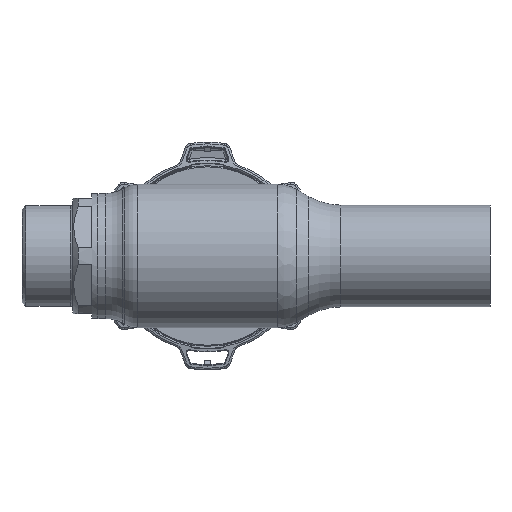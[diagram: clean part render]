
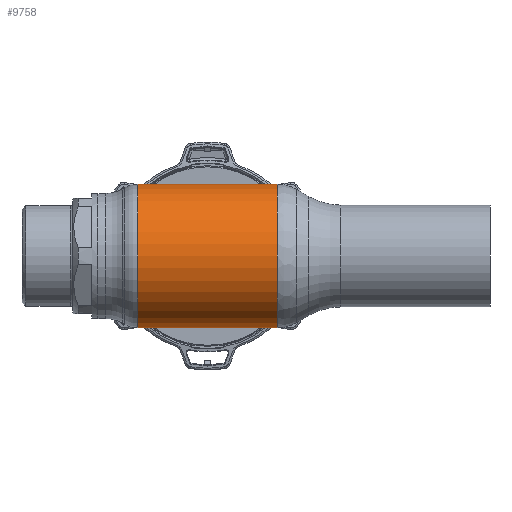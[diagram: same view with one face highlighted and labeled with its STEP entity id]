
A CAD part, front view. The second image highlights one B-rep face of the part: STEP entity #9758.
In plain terms, the highlighted cylindrical face has radius 34 mm (diameter 68 mm), a partial arc.
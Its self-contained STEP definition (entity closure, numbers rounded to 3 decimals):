
#434 = VERTEX_POINT ( 'NONE', #25195 ) ;
#644 = LINE ( 'NONE', #30715, #3458 ) ;
#3458 = VECTOR ( 'NONE', #27778, 1000. ) ;
#4166 = DIRECTION ( 'NONE',  ( -1., 0., 0. ) ) ;
#5318 = CARTESIAN_POINT ( 'NONE',  ( 33.177, 0., -34. ) ) ;
#6094 = EDGE_CURVE ( 'NONE', #24296, #434, #9730, .T. ) ;
#6293 = LINE ( 'NONE', #26599, #31431 ) ;
#6537 = FACE_OUTER_BOUND ( 'NONE', #21840, .T. ) ;
#6606 = AXIS2_PLACEMENT_3D ( 'NONE', #11655, #19170, #31768 ) ;
#9730 = CIRCLE ( 'NONE', #6606, 34. ) ;
#9758 = ADVANCED_FACE ( 'NONE', ( #6537 ), #16500, .T. ) ;
#10270 = EDGE_CURVE ( 'NONE', #13891, #28347, #23306, .T. ) ;
#10792 = DIRECTION ( 'NONE',  ( 0., 0., 1. ) ) ;
#10813 = ORIENTED_EDGE ( 'NONE', *, *, #10270, .T. ) ;
#11655 = CARTESIAN_POINT ( 'NONE',  ( -33.177, 0., 0. ) ) ;
#11913 = ORIENTED_EDGE ( 'NONE', *, *, #6094, .F. ) ;
#12086 = DIRECTION ( 'NONE',  ( -1., 0., 0. ) ) ;
#13248 = CARTESIAN_POINT ( 'NONE',  ( 33.177, 0., 0. ) ) ;
#13338 = AXIS2_PLACEMENT_3D ( 'NONE', #19761, #12086, #29586 ) ;
#13891 = VERTEX_POINT ( 'NONE', #5318 ) ;
#16500 = CYLINDRICAL_SURFACE ( 'NONE', #13338, 34. ) ;
#17080 = EDGE_CURVE ( 'NONE', #13891, #24296, #6293, .T. ) ;
#18754 = CARTESIAN_POINT ( 'NONE',  ( -33.177, 0., -34. ) ) ;
#19170 = DIRECTION ( 'NONE',  ( -1., 0., 0. ) ) ;
#19761 = CARTESIAN_POINT ( 'NONE',  ( -62.69, 0., 0. ) ) ;
#21840 = EDGE_LOOP ( 'NONE', ( #29142, #10813, #31281, #11913 ) ) ;
#23230 = DIRECTION ( 'NONE',  ( -1., 0., 0. ) ) ;
#23283 = CARTESIAN_POINT ( 'NONE',  ( 33.177, 0., 34. ) ) ;
#23306 = CIRCLE ( 'NONE', #23824, 34. ) ;
#23824 = AXIS2_PLACEMENT_3D ( 'NONE', #13248, #23230, #10792 ) ;
#24296 = VERTEX_POINT ( 'NONE', #18754 ) ;
#25195 = CARTESIAN_POINT ( 'NONE',  ( -33.177, 0., 34. ) ) ;
#26599 = CARTESIAN_POINT ( 'NONE',  ( -62.69, 0., -34. ) ) ;
#27778 = DIRECTION ( 'NONE',  ( -1., 0., 0. ) ) ;
#28347 = VERTEX_POINT ( 'NONE', #23283 ) ;
#29142 = ORIENTED_EDGE ( 'NONE', *, *, #17080, .F. ) ;
#29586 = DIRECTION ( 'NONE',  ( 0., 0., 1. ) ) ;
#30524 = EDGE_CURVE ( 'NONE', #28347, #434, #644, .T. ) ;
#30715 = CARTESIAN_POINT ( 'NONE',  ( -62.69, 0., 34. ) ) ;
#31281 = ORIENTED_EDGE ( 'NONE', *, *, #30524, .T. ) ;
#31431 = VECTOR ( 'NONE', #4166, 1000. ) ;
#31768 = DIRECTION ( 'NONE',  ( 0., 0., 1. ) ) ;
